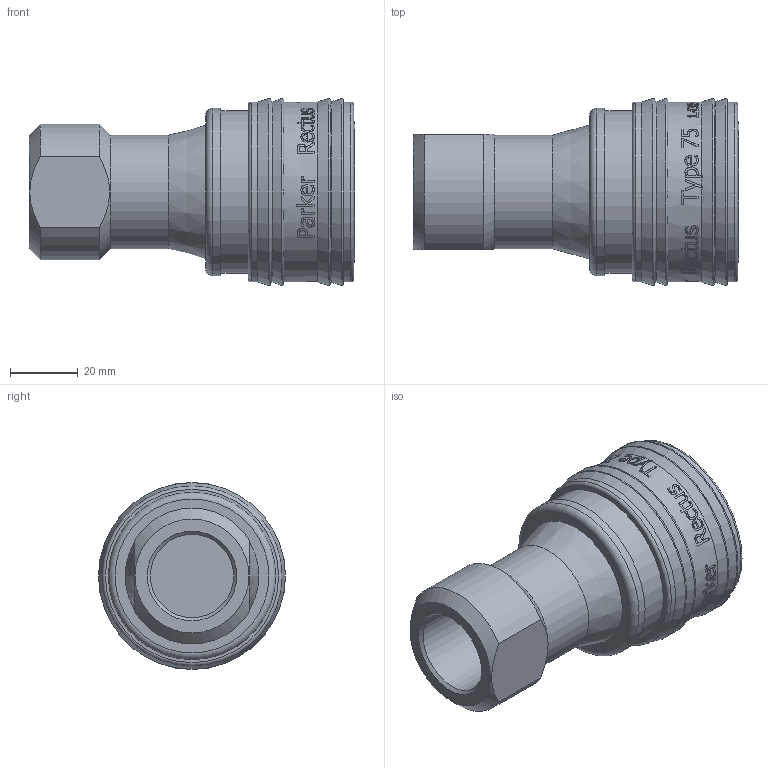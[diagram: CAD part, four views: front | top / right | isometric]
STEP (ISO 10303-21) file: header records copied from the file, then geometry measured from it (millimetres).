
FILE_DESCRIPTION((''),'2;1');
FILE_NAME('75kbiw26men.stp','2013-07-17T17:17:18',('AS035480'),(''),'Autodesk Inventor 2013','Autodesk Inventor 2013','');
FILE_SCHEMA(('AUTOMOTIVE_DESIGN { 1 0 10303 214 1 1 1 1 }'));
Length unit declared in the file: millimetre
Products named in the file (1): D107320
Bounding box: 96 x 55.06 x 55.06 mm (x, y, z)
Volume: 122031.7 mm3; surface area: 33752.2 mm2
Topology: 2 solids, 4 shells, 846 faces, 2259 edges, 1502 vertices
Faces by surface type: bspline 390, plane 326, cylinder 95, cone 23, torus 12
Full cylindrical faces by diameter (mm): 24.5 x1, 33.5 x1, 34.538 x2, 37.6 x2, 38.8 x1, 41.3 x2, 41.7 x1, 46 x1, 48 x1, 48.3 x1, 49.3 x1, 53 x3
Entity records: 129172 total; most frequent: CARTESIAN_POINT 111465, ORIENTED_EDGE 4378, DIRECTION 2229, EDGE_CURVE 2189, VERTEX_POINT 1482, B_SPLINE_CURVE_WITH_KNOTS 1098, EDGE_LOOP 987, VECTOR 859
